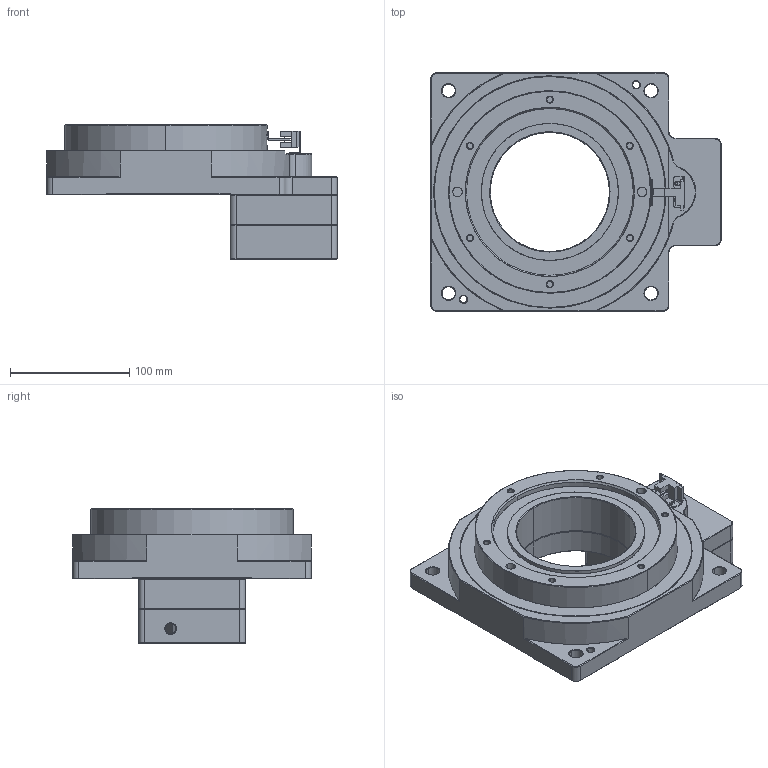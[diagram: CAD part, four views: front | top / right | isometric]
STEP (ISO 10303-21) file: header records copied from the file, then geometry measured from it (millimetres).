
FILE_DESCRIPTION(/* description */ (''),/* implementation_level */ '2;1');
FILE_NAME(/* name */ 'DTN200-10_18_-14-35-69_6-73-M5.stp',/* time_stamp */ '2021-02-27T16:18:20+08:00',/* author */ (''),/* organization */ (''),/* preprocessor_version */ 'ST-DEVELOPER v16',/* originating_system */ 'SIEMENS PLM Software NX 10.0',/* authorisation */ '');
FILE_SCHEMA (('AUTOMOTIVE_DESIGN { 1 0 10303 214 3 1 1 1 }'));
Products named in the file (1): DTN200-10_18_-14-35-69_6-73-M5_stp
Bounding box: 243.9 x 200 x 113 mm (x, y, z)
Surface area: 206825.5 mm2 (no closed solid volume)
Topology: 0 solids, 1461 shells, 1461 faces, 6888 edges, 6824 vertices
Faces by surface type: plane 650, cylinder 404, cone 367, torus 40
Entity records: 100120 total; most frequent: CARTESIAN_POINT 29045, DIRECTION 8819, ORIENTED_EDGE 6828, EDGE_CURVE 6828, VERTEX_POINT 6821, AXIS2_PLACEMENT_3D 3444, PRESENTATION_STYLE_ASSIGNMENT 2922, SURFACE_STYLE_USAGE 2922
